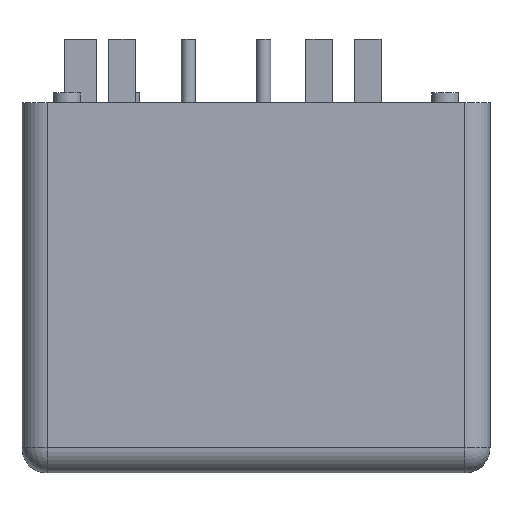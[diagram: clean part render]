
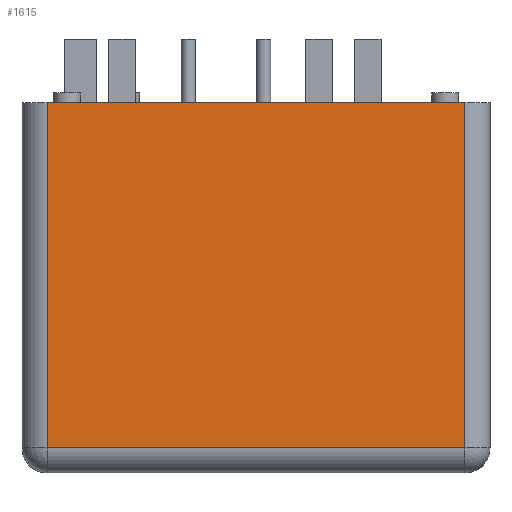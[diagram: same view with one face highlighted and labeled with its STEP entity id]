
A CAD part, front view. The second image highlights one B-rep face of the part: STEP entity #1615.
In plain terms, the highlighted planar face has unit normal (0, -1, 0).
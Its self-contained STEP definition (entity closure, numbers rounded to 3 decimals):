
#244=DIRECTION('',(1.,0.,0.));
#245=VECTOR('',#244,23.3);
#246=CARTESIAN_POINT('',(-11.65,-10.55,0.));
#247=LINE('',#246,#245);
#516=DIRECTION('',(0.,0.,-1.));
#517=VECTOR('',#516,19.25);
#518=CARTESIAN_POINT('',(-11.65,-10.55,0.));
#519=LINE('',#518,#517);
#520=DIRECTION('',(0.,0.,-1.));
#521=VECTOR('',#520,19.25);
#522=CARTESIAN_POINT('',(11.65,-10.55,0.));
#523=LINE('',#522,#521);
#524=DIRECTION('',(-1.,0.,0.));
#525=VECTOR('',#524,23.3);
#526=CARTESIAN_POINT('',(11.65,-10.55,-19.25));
#527=LINE('',#526,#525);
#874=CARTESIAN_POINT('',(-11.65,-10.55,0.));
#876=VERTEX_POINT('',#874);
#877=CARTESIAN_POINT('',(-11.65,-10.55,-19.25));
#878=VERTEX_POINT('',#877);
#881=CARTESIAN_POINT('',(11.65,-10.55,-19.25));
#882=VERTEX_POINT('',#881);
#883=CARTESIAN_POINT('',(11.65,-10.55,0.));
#885=VERTEX_POINT('',#883);
#1602=CARTESIAN_POINT('',(-13.05,-10.55,0.));
#1603=DIRECTION('',(0.,-1.,0.));
#1604=DIRECTION('',(1.,0.,0.));
#1605=AXIS2_PLACEMENT_3D('',#1602,#1603,#1604);
#1606=PLANE('',#1605);
#1607=ORIENTED_EDGE('',*,*,#1593,.F.);
#1608=ORIENTED_EDGE('',*,*,#928,.T.);
#1610=ORIENTED_EDGE('',*,*,#1609,.T.);
#1612=ORIENTED_EDGE('',*,*,#1611,.T.);
#1613=EDGE_LOOP('',(#1607,#1608,#1610,#1612));
#1614=FACE_OUTER_BOUND('',#1613,.F.);
#1615=ADVANCED_FACE('',(#1614),#1606,.T.);
#928=EDGE_CURVE('',#876,#885,#247,.T.);
#1593=EDGE_CURVE('',#876,#878,#519,.T.);
#1609=EDGE_CURVE('',#885,#882,#523,.T.);
#1611=EDGE_CURVE('',#882,#878,#527,.T.);
